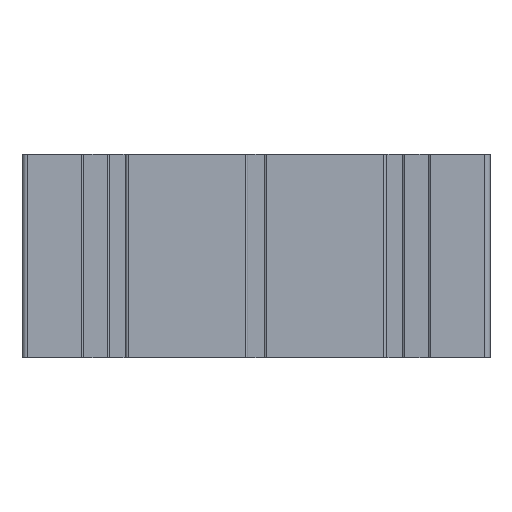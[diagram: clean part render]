
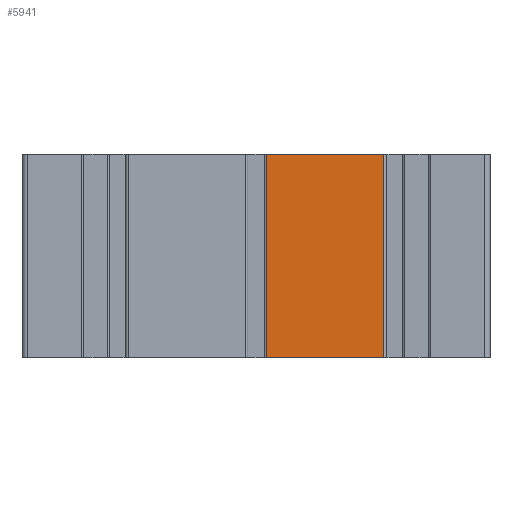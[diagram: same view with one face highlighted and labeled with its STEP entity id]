
A CAD part, front view. The second image highlights one B-rep face of the part: STEP entity #5941.
In plain terms, the highlighted planar face has unit normal (0, -1, 0).
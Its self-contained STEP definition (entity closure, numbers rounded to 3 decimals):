
#54=PLANE('',#6296);
#302=FACE_OUTER_BOUND('',#609,.T.);
#609=EDGE_LOOP('',(#4199,#4200,#4201,#4202));
#966=LINE('',#8615,#1705);
#967=LINE('',#8618,#1706);
#968=LINE('',#8620,#1707);
#969=LINE('',#8621,#1708);
#1705=VECTOR('',#6949,100.);
#1706=VECTOR('',#6952,57.8);
#1707=VECTOR('',#6953,57.8);
#1708=VECTOR('',#6954,100.);
#2610=VERTEX_POINT('',#8611);
#2611=VERTEX_POINT('',#8613);
#2612=VERTEX_POINT('',#8617);
#2613=VERTEX_POINT('',#8619);
#3256=EDGE_CURVE('',#2610,#2611,#966,.T.);
#3257=EDGE_CURVE('',#2610,#2612,#967,.T.);
#3258=EDGE_CURVE('',#2613,#2611,#968,.T.);
#3259=EDGE_CURVE('',#2612,#2613,#969,.T.);
#4199=ORIENTED_EDGE('',*,*,#3257,.F.);
#4200=ORIENTED_EDGE('',*,*,#3256,.T.);
#4201=ORIENTED_EDGE('',*,*,#3258,.F.);
#4202=ORIENTED_EDGE('',*,*,#3259,.F.);
#5941=ADVANCED_FACE('',(#302),#54,.T.);
#6296=AXIS2_PLACEMENT_3D('',#8616,#6950,#6951);
#6949=DIRECTION('',(0.,0.,1.));
#6950=DIRECTION('center_axis',(0.,-1.,0.));
#6951=DIRECTION('ref_axis',(1.,0.,0.));
#6952=DIRECTION('',(-1.,0.,0.));
#6953=DIRECTION('',(1.,0.,0.));
#6954=DIRECTION('',(0.,0.,1.));
#8611=CARTESIAN_POINT('',(62.9,-6.8,0.));
#8613=CARTESIAN_POINT('',(62.9,-6.8,100.));
#8615=CARTESIAN_POINT('',(62.9,-6.8,0.));
#8616=CARTESIAN_POINT('Origin',(5.1,-6.8,0.));
#8617=CARTESIAN_POINT('',(5.1,-6.8,0.));
#8618=CARTESIAN_POINT('',(62.9,-6.8,0.));
#8619=CARTESIAN_POINT('',(5.1,-6.8,100.));
#8620=CARTESIAN_POINT('',(62.9,-6.8,100.));
#8621=CARTESIAN_POINT('',(5.1,-6.8,0.));
